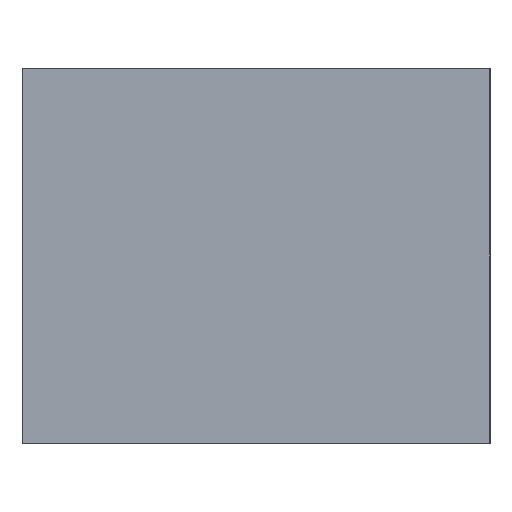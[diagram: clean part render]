
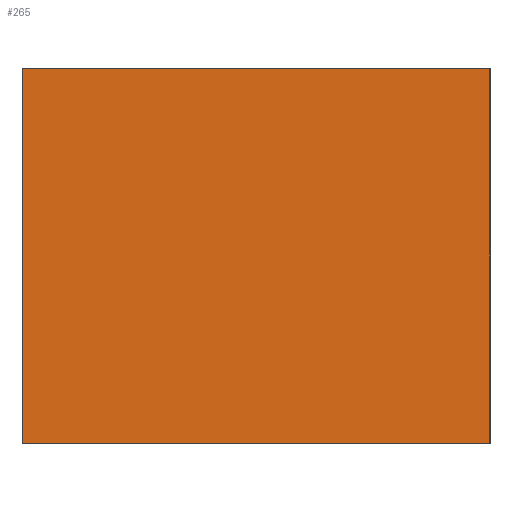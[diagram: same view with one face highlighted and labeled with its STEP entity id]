
A CAD part, left-side view. The second image highlights one B-rep face of the part: STEP entity #265.
In plain terms, the highlighted planar face has unit normal (-1, 0, 0).
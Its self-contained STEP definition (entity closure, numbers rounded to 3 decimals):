
#19=FACE_OUTER_BOUND('',#33,.T.);
#33=EDGE_LOOP('',(#191,#192,#193,#194));
#55=LINE('',#396,#91);
#56=LINE('',#399,#92);
#57=LINE('',#401,#93);
#58=LINE('',#402,#94);
#91=VECTOR('',#325,10.);
#92=VECTOR('',#328,10.);
#93=VECTOR('',#329,10.);
#94=VECTOR('',#330,10.);
#123=VERTEX_POINT('',#392);
#124=VERTEX_POINT('',#394);
#125=VERTEX_POINT('',#398);
#126=VERTEX_POINT('',#400);
#151=EDGE_CURVE('',#123,#124,#55,.T.);
#152=EDGE_CURVE('',#123,#125,#56,.T.);
#153=EDGE_CURVE('',#126,#124,#57,.T.);
#154=EDGE_CURVE('',#125,#126,#58,.T.);
#191=ORIENTED_EDGE('',*,*,#152,.F.);
#192=ORIENTED_EDGE('',*,*,#151,.T.);
#193=ORIENTED_EDGE('',*,*,#153,.F.);
#194=ORIENTED_EDGE('',*,*,#154,.F.);
#251=PLANE('',#293);
#265=ADVANCED_FACE('',(#19),#251,.T.);
#293=AXIS2_PLACEMENT_3D('',#397,#326,#327);
#325=DIRECTION('',(0.,1.,0.));
#326=DIRECTION('center_axis',(-1.,0.,0.));
#327=DIRECTION('ref_axis',(0.,0.,1.));
#328=DIRECTION('',(0.,0.,-1.));
#329=DIRECTION('',(0.,0.,1.));
#330=DIRECTION('',(0.,1.,0.));
#392=CARTESIAN_POINT('',(-2.,0.,10.));
#394=CARTESIAN_POINT('',(-2.,15.,10.));
#396=CARTESIAN_POINT('',(-2.,0.,10.));
#397=CARTESIAN_POINT('Origin',(-2.,0.,-2.));
#398=CARTESIAN_POINT('',(-2.,0.,-2.));
#399=CARTESIAN_POINT('',(-2.,0.,10.));
#400=CARTESIAN_POINT('',(-2.,15.,-2.));
#401=CARTESIAN_POINT('',(-2.,15.,10.));
#402=CARTESIAN_POINT('',(-2.,0.,-2.));
